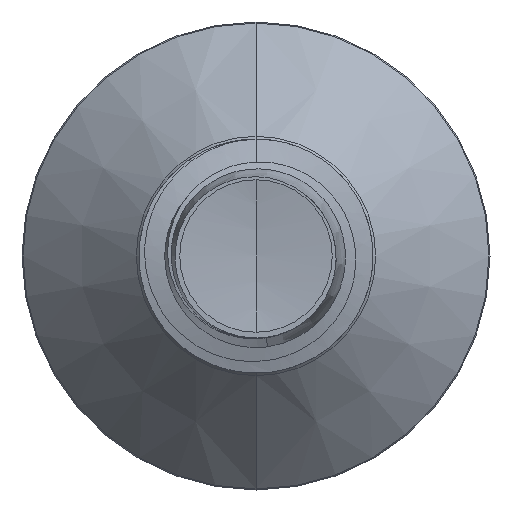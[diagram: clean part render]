
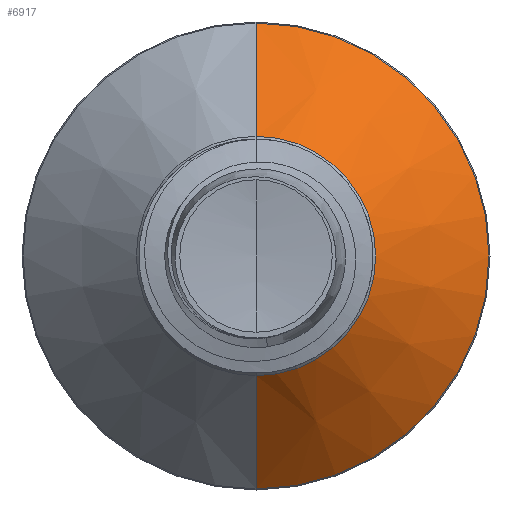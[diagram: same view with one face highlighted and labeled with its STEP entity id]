
A CAD part, front view. The second image highlights one B-rep face of the part: STEP entity #6917.
In plain terms, the highlighted conical face has half-angle 45 degrees and reference radius 2.302 mm.
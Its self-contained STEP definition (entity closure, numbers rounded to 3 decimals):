
#741 = ORIENTED_EDGE ( 'NONE', *, *, #3247, .F. ) ;
#1011 = DIRECTION ( 'NONE',  ( 0., 0.707, 0.707 ) ) ;
#1496 = VECTOR ( 'NONE', #1011, 1000. ) ;
#1768 = LINE ( 'NONE', #2135, #1496 ) ;
#2135 = CARTESIAN_POINT ( 'NONE',  ( 0., 3.102, 2.302 ) ) ;
#2808 = DIRECTION ( 'NONE',  ( 0., 1., 0. ) ) ;
#2837 = VERTEX_POINT ( 'NONE', #10748 ) ;
#2883 = VERTEX_POINT ( 'NONE', #3359 ) ;
#3247 = EDGE_CURVE ( 'NONE', #2883, #5936, #1768, .T. ) ;
#3323 = CIRCLE ( 'NONE', #4355, 4.48 ) ;
#3350 = ORIENTED_EDGE ( 'NONE', *, *, #11661, .F. ) ;
#3359 = CARTESIAN_POINT ( 'NONE',  ( 0., 3.102, 2.302 ) ) ;
#4355 = AXIS2_PLACEMENT_3D ( 'NONE', #11125, #4820, #12163 ) ;
#4468 = EDGE_LOOP ( 'NONE', ( #10780, #8283, #3350, #741 ) ) ;
#4820 = DIRECTION ( 'NONE',  ( 0., 1., 0. ) ) ;
#5936 = VERTEX_POINT ( 'NONE', #9298 ) ;
#5967 = VECTOR ( 'NONE', #8308, 1000. ) ;
#5978 = CARTESIAN_POINT ( 'NONE',  ( 0., 5.28, -4.48 ) ) ;
#6917 = ADVANCED_FACE ( 'NONE', ( #13605 ), #13243, .T. ) ;
#7858 = AXIS2_PLACEMENT_3D ( 'NONE', #13013, #9808, #10913 ) ;
#8283 = ORIENTED_EDGE ( 'NONE', *, *, #10966, .T. ) ;
#8308 = DIRECTION ( 'NONE',  ( 0., 0.707, -0.707 ) ) ;
#8742 = LINE ( 'NONE', #12406, #5967 ) ;
#9115 = CARTESIAN_POINT ( 'NONE',  ( 0., 3.102, 0. ) ) ;
#9298 = CARTESIAN_POINT ( 'NONE',  ( 0., 5.28, 4.48 ) ) ;
#9808 = DIRECTION ( 'NONE',  ( 0., 1., 0. ) ) ;
#9860 = AXIS2_PLACEMENT_3D ( 'NONE', #9115, #2808, #10192 ) ;
#10192 = DIRECTION ( 'NONE',  ( 0., 0., 1. ) ) ;
#10400 = CIRCLE ( 'NONE', #9860, 2.302 ) ;
#10748 = CARTESIAN_POINT ( 'NONE',  ( 0., 3.102, -2.302 ) ) ;
#10780 = ORIENTED_EDGE ( 'NONE', *, *, #13810, .T. ) ;
#10913 = DIRECTION ( 'NONE',  ( 0., 0., 1. ) ) ;
#10966 = EDGE_CURVE ( 'NONE', #2837, #13834, #8742, .T. ) ;
#11125 = CARTESIAN_POINT ( 'NONE',  ( 0., 5.28, 0. ) ) ;
#11661 = EDGE_CURVE ( 'NONE', #5936, #13834, #3323, .T. ) ;
#12163 = DIRECTION ( 'NONE',  ( 0., 0., 1. ) ) ;
#12406 = CARTESIAN_POINT ( 'NONE',  ( 0., 3.102, -2.302 ) ) ;
#13013 = CARTESIAN_POINT ( 'NONE',  ( 0., 3.102, 0. ) ) ;
#13243 = CONICAL_SURFACE ( 'NONE', #7858, 2.302, 0.785 ) ;
#13605 = FACE_OUTER_BOUND ( 'NONE', #4468, .T. ) ;
#13810 = EDGE_CURVE ( 'NONE', #2883, #2837, #10400, .T. ) ;
#13834 = VERTEX_POINT ( 'NONE', #5978 ) ;
